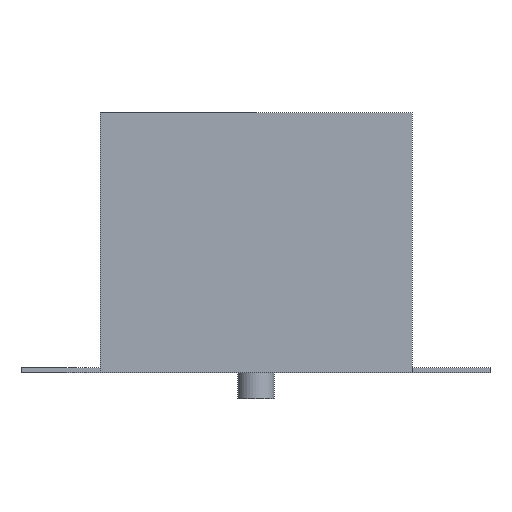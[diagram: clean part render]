
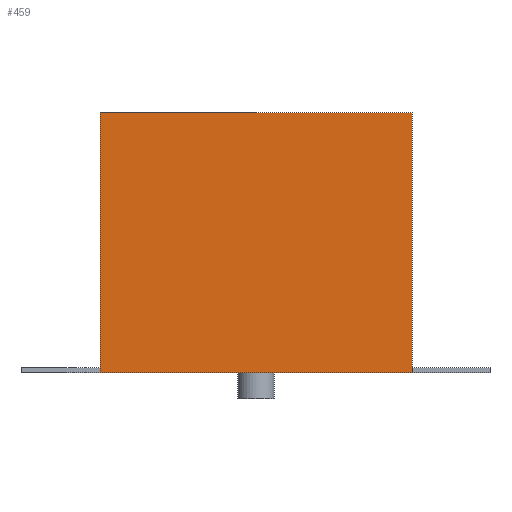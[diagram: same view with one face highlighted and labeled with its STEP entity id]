
A CAD part, left-side view. The second image highlights one B-rep face of the part: STEP entity #459.
In plain terms, the highlighted planar face has unit normal (-1, 0, 0).
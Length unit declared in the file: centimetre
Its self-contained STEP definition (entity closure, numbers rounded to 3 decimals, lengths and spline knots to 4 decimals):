
#54=LINE($,#738,#104);
#59=LINE($,#746,#109);
#61=LINE($,#749,#111);
#62=LINE($,#750,#112);
#104=VECTOR($,#608,0.5);
#109=VECTOR($,#615,0.5);
#111=VECTOR($,#619,0.6);
#112=VECTOR($,#620,0.6);
#149=FACE_OUTER_BOUND($,#180,.T.);
#180=EDGE_LOOP($,(#384,#385,#386,#387));
#231=VERTEX_POINT($,#735);
#232=VERTEX_POINT($,#737);
#233=VERTEX_POINT($,#743);
#234=VERTEX_POINT($,#745);
#285=EDGE_CURVE($,#231,#232,#54,.T.);
#290=EDGE_CURVE($,#234,#233,#59,.T.);
#292=EDGE_CURVE($,#234,#231,#61,.T.);
#293=EDGE_CURVE($,#232,#233,#62,.T.);
#384=ORIENTED_EDGE($,*,*,#292,.F.);
#385=ORIENTED_EDGE($,*,*,#290,.T.);
#386=ORIENTED_EDGE($,*,*,#293,.F.);
#387=ORIENTED_EDGE($,*,*,#285,.F.);
#432=PLANE($,#498);
#459=ADVANCED_FACE($,(#149),#432,.T.);
#498=AXIS2_PLACEMENT_3D($,#748,#617,#618);
#608=DIRECTION($,(0.,0.,1.));
#615=DIRECTION($,(0.,0.,1.));
#617=DIRECTION('center_axis',(-1.,0.,0.));
#618=DIRECTION('ref_axis',(0.,-1.,0.));
#619=DIRECTION($,(0.,1.,0.));
#620=DIRECTION($,(0.,-1.,0.));
#735=CARTESIAN_POINT('',(-1.1,0.6,0.));
#737=CARTESIAN_POINT('',(-1.1,0.6,0.5));
#738=CARTESIAN_POINT($,(-1.1,0.6,0.));
#743=CARTESIAN_POINT('',(-1.1,0.,0.5));
#745=CARTESIAN_POINT('',(-1.1,0.,0.));
#746=CARTESIAN_POINT($,(-1.1,0.,0.));
#748=CARTESIAN_POINT('Origin',(-1.1,0.6,0.));
#749=CARTESIAN_POINT($,(-1.1,0.,0.));
#750=CARTESIAN_POINT($,(-1.1,0.,0.5));
